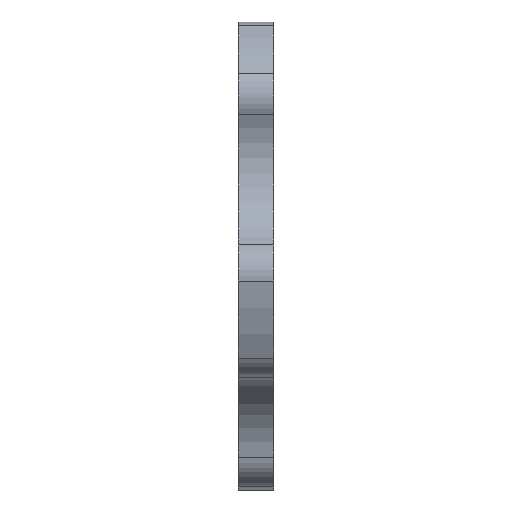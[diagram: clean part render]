
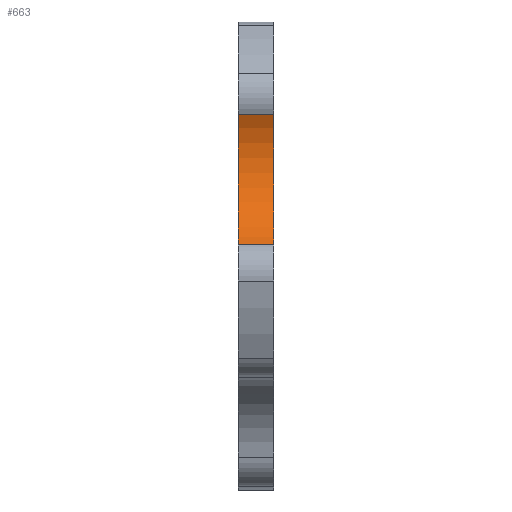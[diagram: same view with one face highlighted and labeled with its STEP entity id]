
A CAD part, left-side view. The second image highlights one B-rep face of the part: STEP entity #663.
In plain terms, the highlighted cylindrical face has radius 17.462 mm (diameter 34.925 mm), a partial arc.
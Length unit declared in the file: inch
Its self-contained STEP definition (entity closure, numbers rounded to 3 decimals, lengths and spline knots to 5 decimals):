
#9 = EDGE_CURVE ( 'NONE', #974, #407, #314, .T. ) ;
#31 = VERTEX_POINT ( 'NONE', #167 ) ;
#86 = DIRECTION ( 'NONE',  ( 0., 0., -1. ) ) ;
#125 = AXIS2_PLACEMENT_3D ( 'NONE', #185, #310, #86 ) ;
#134 = ORIENTED_EDGE ( 'NONE', *, *, #9, .T. ) ;
#155 = DIRECTION ( 'NONE',  ( 0., -1., 0. ) ) ;
#167 = CARTESIAN_POINT ( 'NONE',  ( -1.59524, 0.25, 0.00282 ) ) ;
#185 = CARTESIAN_POINT ( 'NONE',  ( -1.90211, 0.25, 0.61803 ) ) ;
#242 = VECTOR ( 'NONE', #155, 39.37008 ) ;
#310 = DIRECTION ( 'NONE',  ( 0., -1., 0. ) ) ;
#314 = CIRCLE ( 'NONE', #528, 0.6875 ) ;
#362 = CARTESIAN_POINT ( 'NONE',  ( -1.29223, 0.25, 0.93537 ) ) ;
#371 = DIRECTION ( 'NONE',  ( 0., 0., -1. ) ) ;
#399 = CYLINDRICAL_SURFACE ( 'NONE', #979, 0.6875 ) ;
#407 = VERTEX_POINT ( 'NONE', #873 ) ;
#528 = AXIS2_PLACEMENT_3D ( 'NONE', #1051, #1367, #371 ) ;
#613 = VERTEX_POINT ( 'NONE', #362 ) ;
#663 = ADVANCED_FACE ( 'NONE', ( #1350 ), #399, .F. ) ;
#734 = EDGE_CURVE ( 'NONE', #31, #974, #1159, .T. ) ;
#809 = VECTOR ( 'NONE', #1116, 39.37008 ) ;
#837 = EDGE_CURVE ( 'NONE', #31, #613, #1185, .T. ) ;
#842 = DIRECTION ( 'NONE',  ( 0., -1., 0. ) ) ;
#873 = CARTESIAN_POINT ( 'NONE',  ( -1.29223, 0., 0.93537 ) ) ;
#902 = ORIENTED_EDGE ( 'NONE', *, *, #1002, .T. ) ;
#931 = EDGE_LOOP ( 'NONE', ( #1303, #1334, #134, #902 ) ) ;
#974 = VERTEX_POINT ( 'NONE', #1018 ) ;
#979 = AXIS2_PLACEMENT_3D ( 'NONE', #1172, #842, #1053 ) ;
#1002 = EDGE_CURVE ( 'NONE', #407, #613, #1329, .T. ) ;
#1018 = CARTESIAN_POINT ( 'NONE',  ( -1.59524, 0., 0.00282 ) ) ;
#1051 = CARTESIAN_POINT ( 'NONE',  ( -1.90211, 0., 0.61803 ) ) ;
#1053 = DIRECTION ( 'NONE',  ( 0., 0., -1. ) ) ;
#1116 = DIRECTION ( 'NONE',  ( 0., 1., 0. ) ) ;
#1148 = CARTESIAN_POINT ( 'NONE',  ( -1.59524, 0.25, 0.00282 ) ) ;
#1159 = LINE ( 'NONE', #1148, #242 ) ;
#1172 = CARTESIAN_POINT ( 'NONE',  ( -1.90211, 0.25, 0.61803 ) ) ;
#1185 = CIRCLE ( 'NONE', #125, 0.6875 ) ;
#1303 = ORIENTED_EDGE ( 'NONE', *, *, #837, .F. ) ;
#1329 = LINE ( 'NONE', #1436, #809 ) ;
#1334 = ORIENTED_EDGE ( 'NONE', *, *, #734, .T. ) ;
#1350 = FACE_OUTER_BOUND ( 'NONE', #931, .T. ) ;
#1367 = DIRECTION ( 'NONE',  ( 0., -1., 0. ) ) ;
#1436 = CARTESIAN_POINT ( 'NONE',  ( -1.29223, 0.25, 0.93537 ) ) ;
